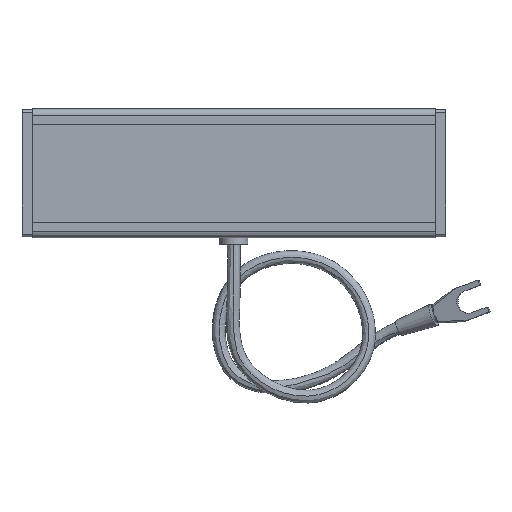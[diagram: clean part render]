
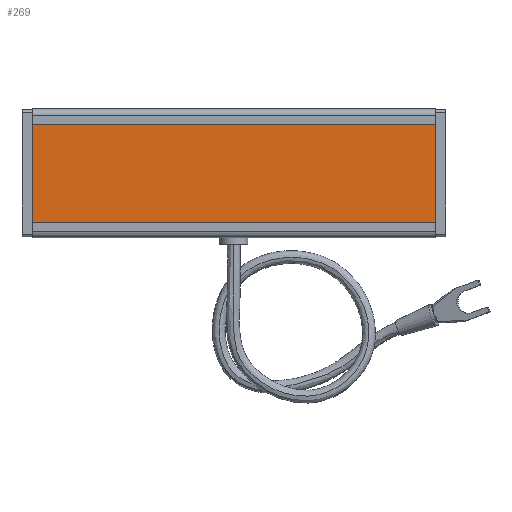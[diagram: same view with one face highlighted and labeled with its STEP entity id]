
A CAD part, front view. The second image highlights one B-rep face of the part: STEP entity #269.
In plain terms, the highlighted face is planar.
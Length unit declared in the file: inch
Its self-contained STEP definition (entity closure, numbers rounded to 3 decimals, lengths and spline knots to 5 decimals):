
#269 = ADVANCED_FACE ( 'NONE', ( #3719 ), #409, .T. ) ;
#409 = PLANE ( 'NONE',  #17469 ) ;
#588 = LINE ( 'NONE', #16513, #5538 ) ;
#793 = CARTESIAN_POINT ( 'NONE',  ( -0.4, 0.496, -0.379 ) ) ;
#1959 = LINE ( 'NONE', #2371, #12524 ) ;
#2312 = CARTESIAN_POINT ( 'NONE',  ( -3.532, 0.496, 0.379 ) ) ;
#2371 = CARTESIAN_POINT ( 'NONE',  ( -3.932, 0.496, -0.379 ) ) ;
#2493 = DIRECTION ( 'NONE',  ( 0., 0., -1. ) ) ;
#3719 = FACE_OUTER_BOUND ( 'NONE', #10750, .T. ) ;
#3949 = VERTEX_POINT ( 'NONE', #793 ) ;
#4126 = CARTESIAN_POINT ( 'NONE',  ( -0.4, 0.496, 0.379 ) ) ;
#4343 = EDGE_CURVE ( 'NONE', #3949, #11531, #5133, .T. ) ;
#4587 = DIRECTION ( 'NONE',  ( 0., 1., 0. ) ) ;
#4861 = EDGE_CURVE ( 'NONE', #11459, #17354, #12871, .T. ) ;
#5133 = LINE ( 'NONE', #6426, #15690 ) ;
#5510 = ORIENTED_EDGE ( 'NONE', *, *, #10755, .F. ) ;
#5538 = VECTOR ( 'NONE', #8288, 39.37008 ) ;
#6426 = CARTESIAN_POINT ( 'NONE',  ( -0.4, 0.496, -0.379 ) ) ;
#7278 = DIRECTION ( 'NONE',  ( 0., 0., 1. ) ) ;
#7835 = ORIENTED_EDGE ( 'NONE', *, *, #4861, .F. ) ;
#8288 = DIRECTION ( 'NONE',  ( 1., 0., 0. ) ) ;
#8540 = CARTESIAN_POINT ( 'NONE',  ( -3.532, 0.496, -0.379 ) ) ;
#9240 = CARTESIAN_POINT ( 'NONE',  ( -3.532, 0.496, 0.379 ) ) ;
#10750 = EDGE_LOOP ( 'NONE', ( #13123, #16892, #5510, #7835 ) ) ;
#10755 = EDGE_CURVE ( 'NONE', #17354, #3949, #1959, .T. ) ;
#11459 = VERTEX_POINT ( 'NONE', #9240 ) ;
#11531 = VERTEX_POINT ( 'NONE', #4126 ) ;
#11794 = DIRECTION ( 'NONE',  ( 0., 0., 1. ) ) ;
#12524 = VECTOR ( 'NONE', #13500, 39.37008 ) ;
#12871 = LINE ( 'NONE', #2312, #14607 ) ;
#13123 = ORIENTED_EDGE ( 'NONE', *, *, #13355, .T. ) ;
#13355 = EDGE_CURVE ( 'NONE', #11459, #11531, #588, .T. ) ;
#13500 = DIRECTION ( 'NONE',  ( 1., 0., 0. ) ) ;
#14358 = CARTESIAN_POINT ( 'NONE',  ( -3.932, 0.496, 0. ) ) ;
#14607 = VECTOR ( 'NONE', #2493, 39.37008 ) ;
#15690 = VECTOR ( 'NONE', #11794, 39.37008 ) ;
#16513 = CARTESIAN_POINT ( 'NONE',  ( -3.932, 0.496, 0.379 ) ) ;
#16892 = ORIENTED_EDGE ( 'NONE', *, *, #4343, .F. ) ;
#17354 = VERTEX_POINT ( 'NONE', #8540 ) ;
#17469 = AXIS2_PLACEMENT_3D ( 'NONE', #14358, #4587, #7278 ) ;
